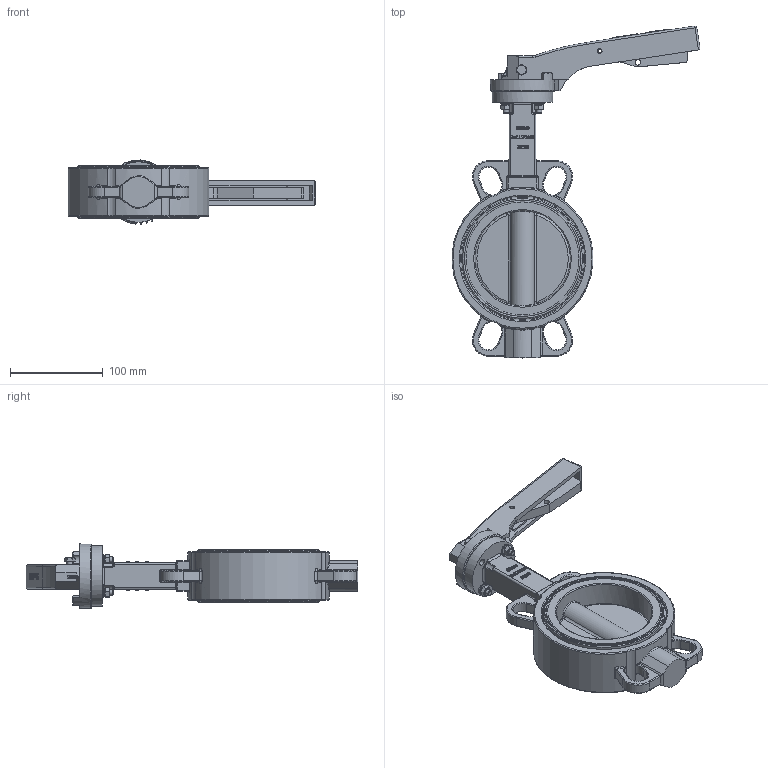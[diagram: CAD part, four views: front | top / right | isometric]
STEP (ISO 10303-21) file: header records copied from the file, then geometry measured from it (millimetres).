
FILE_DESCRIPTION(/* description */ ('1123100'),/* implementation_level */ '2;1');
FILE_NAME(/* name */ '1123100.stp',/* time_stamp */ '2016-04-15T11:29:46+02:00',/* author */ ('jmorand'),/* organization */ ('Sferaco'),/* preprocessor_version */ 'ST-DEVELOPER v16.1',/* originating_system */ 'Autodesk Inventor 2016',/* authorisation */ '');
FILE_SCHEMA (('AUTOMOTIVE_DESIGN { 1 0 10303 214 3 1 1 }'));
Products named in the file (1): 1123100_bd
Bounding box: 266.53 x 357 x 68.85 mm (x, y, z)
Volume: 956878.8 mm3; surface area: 166253 mm2
Topology: 1 solids, 2 shells, 1766 faces, 4604 edges, 2938 vertices
Faces by surface type: plane 747, bspline 575, cylinder 271, torus 133, sphere 23, cone 17
Full cylindrical faces by diameter (mm): 4.917 x1, 5 x2, 6 x6, 6.4 x2, 7 x4, 10 x3, 11 x2, 11.5 x2, 17 x1, 65 x1, 103 x1, 131 x2, 134 x2
Entity records: 63229 total; most frequent: CARTESIAN_POINT 22234, ORIENTED_EDGE 9036, DIRECTION 6379, EDGE_CURVE 4518, VERTEX_POINT 2915, LINE 2415, VECTOR 2415, AXIS2_PLACEMENT_3D 1982
